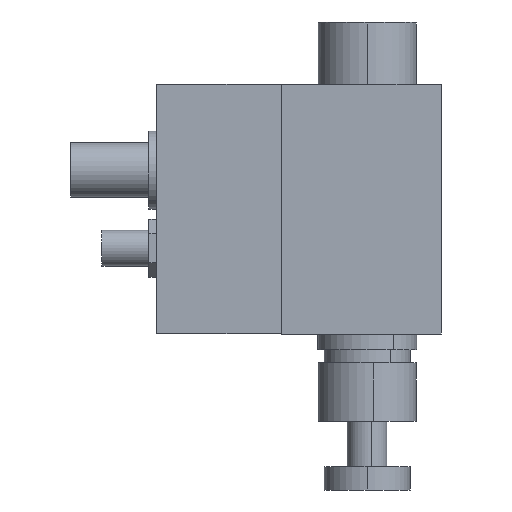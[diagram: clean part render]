
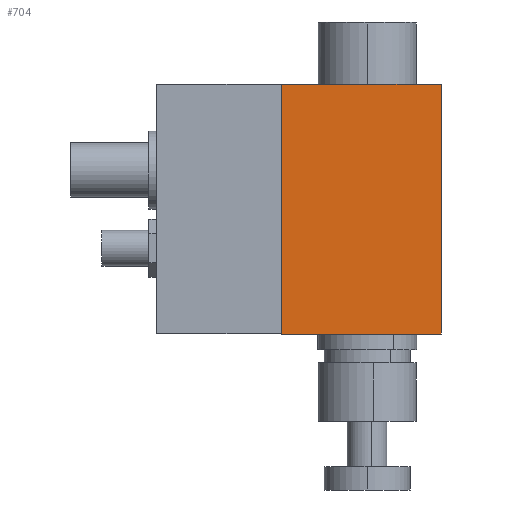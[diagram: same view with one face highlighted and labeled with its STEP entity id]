
A CAD part, left-side view. The second image highlights one B-rep face of the part: STEP entity #704.
In plain terms, the highlighted planar face has unit normal (-1, 0, 0).
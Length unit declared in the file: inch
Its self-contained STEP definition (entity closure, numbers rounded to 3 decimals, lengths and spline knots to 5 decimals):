
#704 = ADVANCED_FACE ( 'NONE', ( #3774 ), #3804, .T. ) ;
#705 = EDGE_LOOP ( 'NONE', ( #706, #710, #712, #713 ) ) ;
#706 = ORIENTED_EDGE ( 'NONE', *, *, #707, .F. ) ;
#707 = EDGE_CURVE ( 'NONE', #708, #709, #3799, .T. ) ;
#708 = VERTEX_POINT ( 'NONE', #3795 ) ;
#709 = VERTEX_POINT ( 'NONE', #3794 ) ;
#710 = ORIENTED_EDGE ( 'NONE', *, *, #711, .F. ) ;
#711 = EDGE_CURVE ( 'NONE', #725, #708, #3793, .T. ) ;
#712 = ORIENTED_EDGE ( 'NONE', *, *, #724, .T. ) ;
#713 = ORIENTED_EDGE ( 'NONE', *, *, #714, .T. ) ;
#714 = EDGE_CURVE ( 'NONE', #726, #709, #3840, .T. ) ;
#724 = EDGE_CURVE ( 'NONE', #725, #726, #3843, .T. ) ;
#725 = VERTEX_POINT ( 'NONE', #3898 ) ;
#726 = VERTEX_POINT ( 'NONE', #3897 ) ;
#3774 = FACE_OUTER_BOUND ( 'NONE', #705, .T. ) ;
#3790 = DIRECTION ( 'NONE',  ( 0., 0., 1. ) ) ;
#3791 = VECTOR ( 'NONE', #3790, 39.37008 ) ;
#3792 = CARTESIAN_POINT ( 'NONE',  ( -0.30396, -0.5274, -1.16905 ) ) ;
#3793 = LINE ( 'NONE', #3792, #3791 ) ;
#3794 = CARTESIAN_POINT ( 'NONE',  ( -0.30396, -1.33449, 0.09079 ) ) ;
#3795 = CARTESIAN_POINT ( 'NONE',  ( -0.30396, -0.5274, 0.09079 ) ) ;
#3796 = DIRECTION ( 'NONE',  ( 0., -1., 0. ) ) ;
#3797 = VECTOR ( 'NONE', #3796, 39.37008 ) ;
#3798 = CARTESIAN_POINT ( 'NONE',  ( -0.30396, -0.5274, 0.09079 ) ) ;
#3799 = LINE ( 'NONE', #3798, #3797 ) ;
#3800 = DIRECTION ( 'NONE',  ( 0., -1., 0. ) ) ;
#3801 = DIRECTION ( 'NONE',  ( -1., 0., 0. ) ) ;
#3802 = CARTESIAN_POINT ( 'NONE',  ( -0.30396, -0.5274, -1.16905 ) ) ;
#3803 = AXIS2_PLACEMENT_3D ( 'NONE', #3802, #3801, #3800 ) ;
#3804 = PLANE ( 'NONE',  #3803 ) ;
#3837 = DIRECTION ( 'NONE',  ( 0., 0., 1. ) ) ;
#3838 = VECTOR ( 'NONE', #3837, 39.37008 ) ;
#3839 = CARTESIAN_POINT ( 'NONE',  ( -0.30396, -1.33449, -1.16905 ) ) ;
#3840 = LINE ( 'NONE', #3839, #3838 ) ;
#3842 = CARTESIAN_POINT ( 'NONE',  ( -0.30396, -0.5274, -1.16905 ) ) ;
#3843 = LINE ( 'NONE', #3842, #3900 ) ;
#3897 = CARTESIAN_POINT ( 'NONE',  ( -0.30396, -1.33449, -1.16905 ) ) ;
#3898 = CARTESIAN_POINT ( 'NONE',  ( -0.30396, -0.5274, -1.16905 ) ) ;
#3899 = DIRECTION ( 'NONE',  ( 0., -1., 0. ) ) ;
#3900 = VECTOR ( 'NONE', #3899, 39.37008 ) ;
